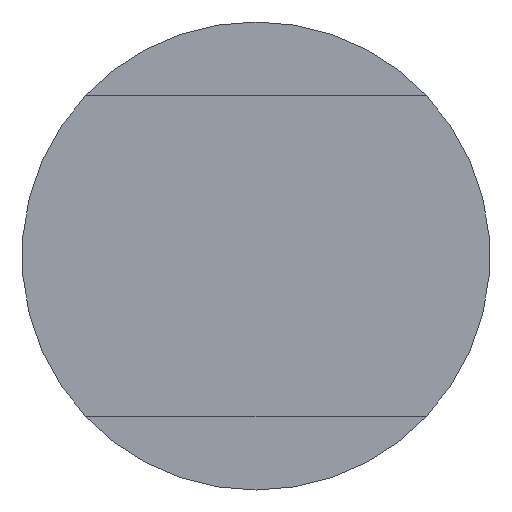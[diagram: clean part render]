
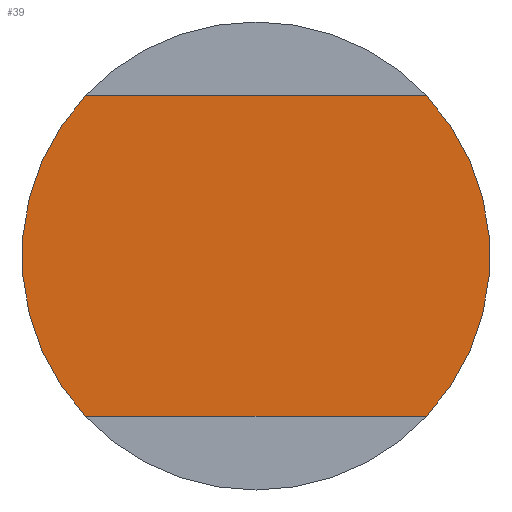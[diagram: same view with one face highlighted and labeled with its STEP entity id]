
A CAD part, front view. The second image highlights one B-rep face of the part: STEP entity #39.
In plain terms, the highlighted planar face has unit normal (0, -1, 0).
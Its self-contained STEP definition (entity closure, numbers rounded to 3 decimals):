
#4 = CARTESIAN_POINT ( 'NONE',  ( 1.967, -20., -1.85 ) ) ;
#24 = CARTESIAN_POINT ( 'NONE',  ( -1.967, -20., -1.85 ) ) ;
#27 = DIRECTION ( 'NONE',  ( 0., 0., 1. ) ) ;
#39 = ADVANCED_FACE ( 'NONE', ( #88 ), #217, .T. ) ;
#58 = CIRCLE ( 'NONE', #235, 2.7 ) ;
#69 = LINE ( 'NONE', #410, #330 ) ;
#70 = CARTESIAN_POINT ( 'NONE',  ( -1.967, -20., 1.85 ) ) ;
#79 = CARTESIAN_POINT ( 'NONE',  ( 0., -20., 0. ) ) ;
#85 = VERTEX_POINT ( 'NONE', #24 ) ;
#88 = FACE_OUTER_BOUND ( 'NONE', #360, .T. ) ;
#95 = CARTESIAN_POINT ( 'NONE',  ( 0., -20., 0. ) ) ;
#98 = DIRECTION ( 'NONE',  ( 1., 0., 0. ) ) ;
#116 = ORIENTED_EDGE ( 'NONE', *, *, #311, .F. ) ;
#118 = ORIENTED_EDGE ( 'NONE', *, *, #387, .F. ) ;
#123 = CARTESIAN_POINT ( 'NONE',  ( 1.967, -20., 1.85 ) ) ;
#142 = ORIENTED_EDGE ( 'NONE', *, *, #231, .F. ) ;
#144 = AXIS2_PLACEMENT_3D ( 'NONE', #95, #388, #163 ) ;
#153 = AXIS2_PLACEMENT_3D ( 'NONE', #214, #341, #363 ) ;
#158 = LINE ( 'NONE', #295, #172 ) ;
#162 = EDGE_CURVE ( 'NONE', #366, #248, #158, .T. ) ;
#163 = DIRECTION ( 'NONE',  ( 0., 0., 1. ) ) ;
#172 = VECTOR ( 'NONE', #98, 1000. ) ;
#196 = DIRECTION ( 'NONE',  ( -1., 0., 0. ) ) ;
#199 = VERTEX_POINT ( 'NONE', #4 ) ;
#214 = CARTESIAN_POINT ( 'NONE',  ( 0., -20., 0. ) ) ;
#215 = ORIENTED_EDGE ( 'NONE', *, *, #162, .F. ) ;
#217 = PLANE ( 'NONE',  #153 ) ;
#231 = EDGE_CURVE ( 'NONE', #199, #85, #69, .T. ) ;
#235 = AXIS2_PLACEMENT_3D ( 'NONE', #79, #259, #27 ) ;
#248 = VERTEX_POINT ( 'NONE', #123 ) ;
#259 = DIRECTION ( 'NONE',  ( 0., 1., 0. ) ) ;
#295 = CARTESIAN_POINT ( 'NONE',  ( 1.967, -20., 1.85 ) ) ;
#298 = CIRCLE ( 'NONE', #144, 2.7 ) ;
#311 = EDGE_CURVE ( 'NONE', #85, #366, #58, .T. ) ;
#330 = VECTOR ( 'NONE', #196, 1000. ) ;
#341 = DIRECTION ( 'NONE',  ( 0., -1., 0. ) ) ;
#360 = EDGE_LOOP ( 'NONE', ( #118, #215, #116, #142 ) ) ;
#363 = DIRECTION ( 'NONE',  ( 0., 0., 1. ) ) ;
#366 = VERTEX_POINT ( 'NONE', #70 ) ;
#387 = EDGE_CURVE ( 'NONE', #248, #199, #298, .T. ) ;
#388 = DIRECTION ( 'NONE',  ( 0., 1., 0. ) ) ;
#410 = CARTESIAN_POINT ( 'NONE',  ( 1.967, -20., -1.85 ) ) ;
